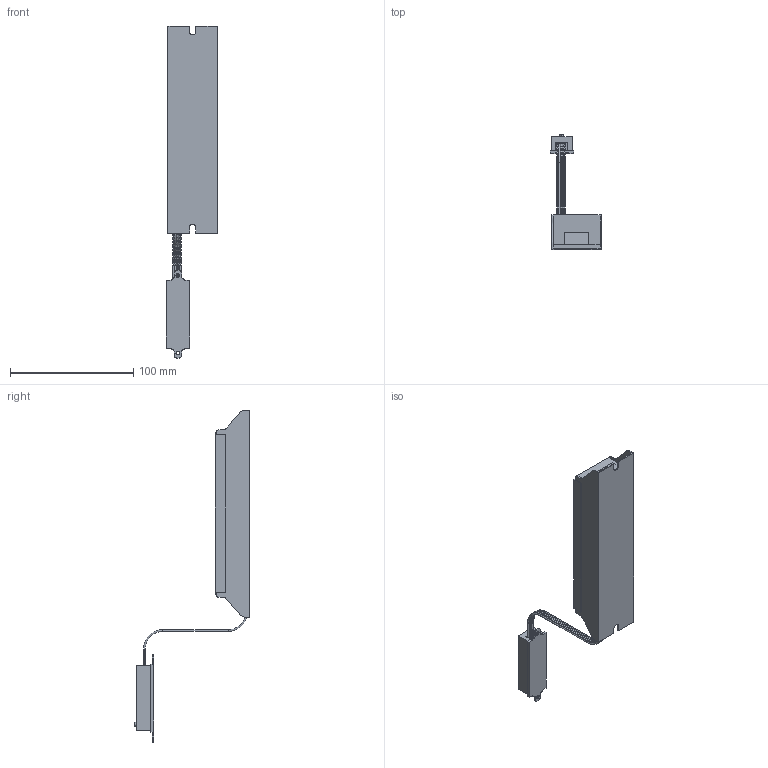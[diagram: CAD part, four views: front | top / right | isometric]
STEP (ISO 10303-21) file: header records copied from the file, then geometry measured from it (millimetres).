
FILE_DESCRIPTION (( 'STEP AP214' ), '1' );
FILE_NAME ('LLVPOD-EPK-12-3 Áëîê àâàðèéíîãî ïèòàíèÿ.STEP', '2017-09-11T10:51:40', ( '' ), ( '' ), 'SwSTEP 2.0', 'SolidWorks 2014', '' );
FILE_SCHEMA (( 'AUTOMOTIVE_DESIGN' ));
Length unit declared in the file: millimetre
Products named in the file (1): LLVPOD-EPK-12-3 Áëîê àâàðèéíîãî ïèòàíèÿ
Bounding box: 42 x 93.7 x 269.37 mm (x, y, z)
Volume: 166495 mm3; surface area: 32866.6 mm2
Topology: 1 solids, 1 shells, 318 faces, 797 edges, 489 vertices
Faces by surface type: plane 195, cylinder 93, torus 30
Entity records: 9412 total; most frequent: DIRECTION 1678, CARTESIAN_POINT 1608, ORIENTED_EDGE 1594, EDGE_CURVE 797, AXIS2_PLACEMENT_3D 563, LINE 552, VECTOR 552, VERTEX_POINT 489
